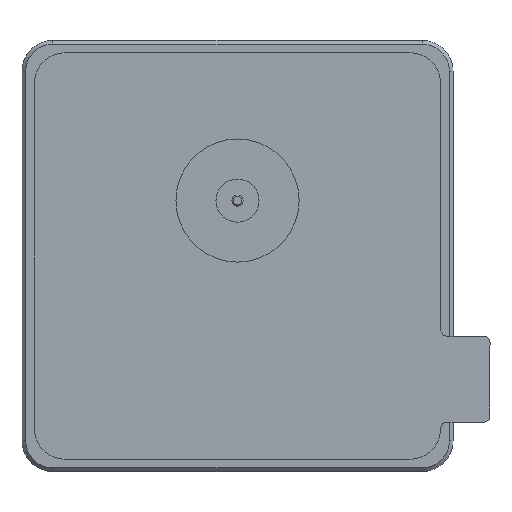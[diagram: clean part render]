
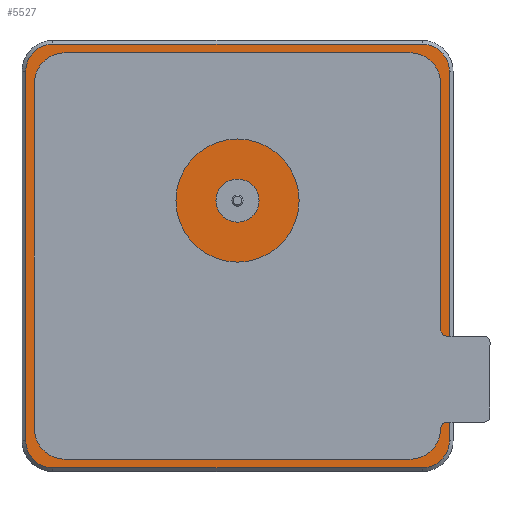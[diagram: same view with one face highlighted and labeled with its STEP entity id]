
A CAD part, front view. The second image highlights one B-rep face of the part: STEP entity #5527.
In plain terms, the highlighted face is planar.
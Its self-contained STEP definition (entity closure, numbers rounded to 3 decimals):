
#23 = VERTEX_POINT ( 'NONE', #14408 ) ;
#103 = VERTEX_POINT ( 'NONE', #18930 ) ;
#444 = DIRECTION ( 'NONE',  ( 0., -1., 0. ) ) ;
#620 = AXIS2_PLACEMENT_3D ( 'NONE', #4435, #16277, #6131 ) ;
#743 = ORIENTED_EDGE ( 'NONE', *, *, #12929, .F. ) ;
#761 = VERTEX_POINT ( 'NONE', #9151 ) ;
#820 = CARTESIAN_POINT ( 'NONE',  ( 0., 0., 6.25 ) ) ;
#917 = VERTEX_POINT ( 'NONE', #15751 ) ;
#1134 = CARTESIAN_POINT ( 'NONE',  ( -15., 0., -17.2 ) ) ;
#1171 = VERTEX_POINT ( 'NONE', #1134 ) ;
#1494 = CARTESIAN_POINT ( 'NONE',  ( -17.2, 0., 0. ) ) ;
#1541 = LINE ( 'NONE', #11162, #6061 ) ;
#1807 = CARTESIAN_POINT ( 'NONE',  ( 0., 0., 17.2 ) ) ;
#2323 = CIRCLE ( 'NONE', #620, 1.75 ) ;
#2603 = EDGE_CURVE ( 'NONE', #10528, #23, #21463, .T. ) ;
#2938 = DIRECTION ( 'NONE',  ( 0., -1., 0. ) ) ;
#3737 = DIRECTION ( 'NONE',  ( 0., -1., 0. ) ) ;
#3840 = PLANE ( 'NONE',  #16823 ) ;
#3894 = CIRCLE ( 'NONE', #11644, 2.2 ) ;
#4073 = CARTESIAN_POINT ( 'NONE',  ( -15., 0., 15. ) ) ;
#4435 = CARTESIAN_POINT ( 'NONE',  ( 0., 0., 4.5 ) ) ;
#4507 = VERTEX_POINT ( 'NONE', #820 ) ;
#4865 = VECTOR ( 'NONE', #16605, 1000. ) ;
#5057 = DIRECTION ( 'NONE',  ( 0., -1., 0. ) ) ;
#5527 = ADVANCED_FACE ( 'NONE', ( #19647, #6066 ), #3840, .F. ) ;
#5657 = ORIENTED_EDGE ( 'NONE', *, *, #12115, .T. ) ;
#5792 = DIRECTION ( 'NONE',  ( 0., 0., 1. ) ) ;
#5805 = CARTESIAN_POINT ( 'NONE',  ( 17.2, 0., -15. ) ) ;
#6061 = VECTOR ( 'NONE', #21291, 1000. ) ;
#6066 = FACE_OUTER_BOUND ( 'NONE', #8168, .T. ) ;
#6131 = DIRECTION ( 'NONE',  ( 0., 0., -1. ) ) ;
#6682 = CARTESIAN_POINT ( 'NONE',  ( -17.2, 0., 15. ) ) ;
#7428 = CARTESIAN_POINT ( 'NONE',  ( 0., 0., 0. ) ) ;
#8168 = EDGE_LOOP ( 'NONE', ( #9059, #14747, #16329, #15265, #5657, #10903, #11829, #17130 ) ) ;
#9059 = ORIENTED_EDGE ( 'NONE', *, *, #9138, .T. ) ;
#9126 = CIRCLE ( 'NONE', #10239, 2.2 ) ;
#9138 = EDGE_CURVE ( 'NONE', #13456, #103, #21878, .T. ) ;
#9151 = CARTESIAN_POINT ( 'NONE',  ( 0., 0., 2.75 ) ) ;
#9166 = DIRECTION ( 'NONE',  ( 0., 0., 1. ) ) ;
#9397 = LINE ( 'NONE', #13244, #4865 ) ;
#10239 = AXIS2_PLACEMENT_3D ( 'NONE', #13949, #3737, #15626 ) ;
#10528 = VERTEX_POINT ( 'NONE', #11131 ) ;
#10562 = AXIS2_PLACEMENT_3D ( 'NONE', #10663, #444, #12356 ) ;
#10646 = CIRCLE ( 'NONE', #14513, 1.75 ) ;
#10663 = CARTESIAN_POINT ( 'NONE',  ( -15., 0., -15. ) ) ;
#10903 = ORIENTED_EDGE ( 'NONE', *, *, #16827, .T. ) ;
#10981 = CIRCLE ( 'NONE', #11791, 2.2 ) ;
#11131 = CARTESIAN_POINT ( 'NONE',  ( 15., 0., 17.2 ) ) ;
#11162 = CARTESIAN_POINT ( 'NONE',  ( 0., 0., -17.2 ) ) ;
#11264 = EDGE_CURVE ( 'NONE', #1171, #917, #1541, .T. ) ;
#11644 = AXIS2_PLACEMENT_3D ( 'NONE', #15206, #5057, #16917 ) ;
#11688 = DIRECTION ( 'NONE',  ( 0., 0., -1. ) ) ;
#11791 = AXIS2_PLACEMENT_3D ( 'NONE', #4073, #15946, #5792 ) ;
#11829 = ORIENTED_EDGE ( 'NONE', *, *, #2603, .T. ) ;
#11840 = EDGE_CURVE ( 'NONE', #23, #13456, #10981, .T. ) ;
#12115 = EDGE_CURVE ( 'NONE', #20361, #20584, #9397, .T. ) ;
#12183 = CARTESIAN_POINT ( 'NONE',  ( 17.2, 0., 15. ) ) ;
#12241 = EDGE_CURVE ( 'NONE', #917, #20361, #9126, .T. ) ;
#12311 = VECTOR ( 'NONE', #11688, 1000. ) ;
#12356 = DIRECTION ( 'NONE',  ( 0., 0., 1. ) ) ;
#12929 = EDGE_CURVE ( 'NONE', #761, #4507, #10646, .T. ) ;
#13153 = CARTESIAN_POINT ( 'NONE',  ( 0., 0., 4.5 ) ) ;
#13244 = CARTESIAN_POINT ( 'NONE',  ( 17.2, 0., 0. ) ) ;
#13456 = VERTEX_POINT ( 'NONE', #6682 ) ;
#13560 = EDGE_CURVE ( 'NONE', #103, #1171, #18025, .T. ) ;
#13949 = CARTESIAN_POINT ( 'NONE',  ( 15., 0., -15. ) ) ;
#14253 = ORIENTED_EDGE ( 'NONE', *, *, #20006, .F. ) ;
#14408 = CARTESIAN_POINT ( 'NONE',  ( -15., 0., 17.2 ) ) ;
#14513 = AXIS2_PLACEMENT_3D ( 'NONE', #13153, #2938, #14834 ) ;
#14747 = ORIENTED_EDGE ( 'NONE', *, *, #13560, .T. ) ;
#14834 = DIRECTION ( 'NONE',  ( 0., 0., -1. ) ) ;
#14840 = VECTOR ( 'NONE', #20524, 1000. ) ;
#15206 = CARTESIAN_POINT ( 'NONE',  ( 15., 0., 15. ) ) ;
#15265 = ORIENTED_EDGE ( 'NONE', *, *, #12241, .T. ) ;
#15626 = DIRECTION ( 'NONE',  ( 0., 0., 1. ) ) ;
#15751 = CARTESIAN_POINT ( 'NONE',  ( 15., 0., -17.2 ) ) ;
#15946 = DIRECTION ( 'NONE',  ( 0., -1., 0. ) ) ;
#16277 = DIRECTION ( 'NONE',  ( 0., -1., 0. ) ) ;
#16329 = ORIENTED_EDGE ( 'NONE', *, *, #11264, .T. ) ;
#16605 = DIRECTION ( 'NONE',  ( 0., 0., 1. ) ) ;
#16823 = AXIS2_PLACEMENT_3D ( 'NONE', #7428, #19325, #9166 ) ;
#16827 = EDGE_CURVE ( 'NONE', #20584, #10528, #3894, .T. ) ;
#16917 = DIRECTION ( 'NONE',  ( 0., 0., 1. ) ) ;
#17130 = ORIENTED_EDGE ( 'NONE', *, *, #11840, .T. ) ;
#18025 = CIRCLE ( 'NONE', #10562, 2.2 ) ;
#18930 = CARTESIAN_POINT ( 'NONE',  ( -17.2, 0., -15. ) ) ;
#19325 = DIRECTION ( 'NONE',  ( 0., 1., 0. ) ) ;
#19647 = FACE_BOUND ( 'NONE', #21476, .T. ) ;
#20006 = EDGE_CURVE ( 'NONE', #4507, #761, #2323, .T. ) ;
#20361 = VERTEX_POINT ( 'NONE', #5805 ) ;
#20524 = DIRECTION ( 'NONE',  ( -1., 0., 0. ) ) ;
#20584 = VERTEX_POINT ( 'NONE', #12183 ) ;
#21291 = DIRECTION ( 'NONE',  ( 1., 0., 0. ) ) ;
#21463 = LINE ( 'NONE', #1807, #14840 ) ;
#21476 = EDGE_LOOP ( 'NONE', ( #743, #14253 ) ) ;
#21878 = LINE ( 'NONE', #1494, #12311 ) ;
